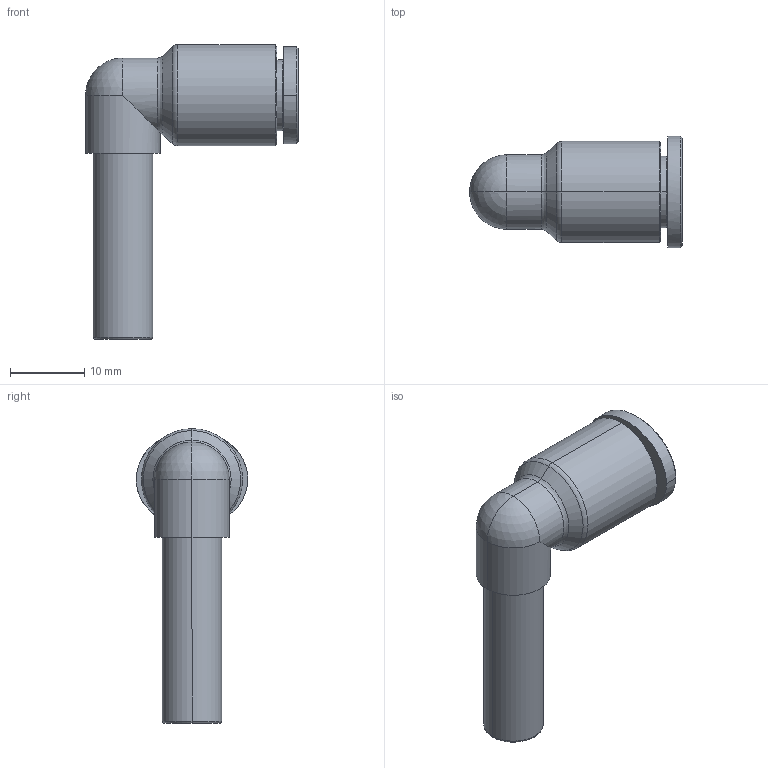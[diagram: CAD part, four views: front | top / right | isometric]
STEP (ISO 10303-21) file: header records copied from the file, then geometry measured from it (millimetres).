
FILE_DESCRIPTION((''),'2;1');
FILE_NAME('GPLJ_08(3D).stp','2012-12-21T10:27:37',(''),(''),'Mechanical Desktop.R8.0.24.0','Mechanical Desktop.R8.0.24.0',', , ');
FILE_SCHEMA(('CONFIG_CONTROL_DESIGN'));
Length unit declared in the file: millimetre
Products named in the file (2): GPLJ_08(3D); ºÎÇ°1
Assembly tree (1 placements, depth 2):
  GPLJ_08(3D)
    ºÎÇ°1
Bounding box: 28.6 x 15 x 39.6 mm (x, y, z)
Volume: 2935.5 mm3; surface area: 3259.5 mm2
Topology: 1 solids, 1 shells, 410 faces, 1144 edges, 755 vertices
Faces by surface type: plane 340, bspline 31, cylinder 23, cone 10, torus 4, sphere 2
Entity records: 13818 total; most frequent: CARTESIAN_POINT 3197, ORIENTED_EDGE 2284, DIRECTION 2021, EDGE_CURVE 1142, VECTOR 1011, LINE 1011, VERTEX_POINT 755, AXIS2_PLACEMENT_3D 505
